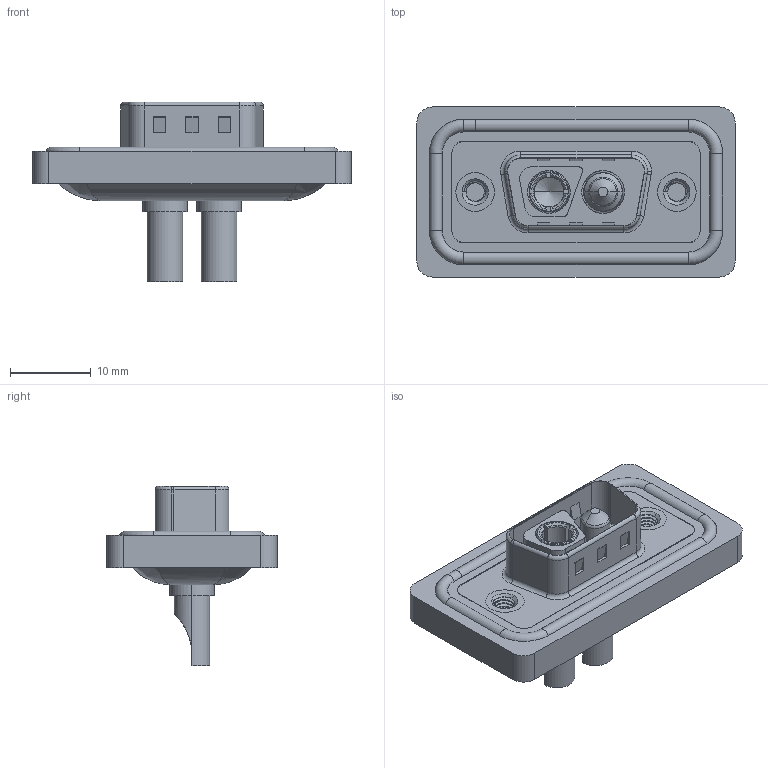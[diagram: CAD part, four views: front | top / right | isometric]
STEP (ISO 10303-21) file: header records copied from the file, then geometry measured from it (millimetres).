
FILE_DESCRIPTION (( 'STEP AP203' ), '1' );
FILE_NAME ('627W2WK2622-3NA.STEP', '2024-03-19T17:12:06', ( '' ), ( '' ), 'SwSTEP 2.0', 'SolidWorks 2023', '' );
FILE_SCHEMA (( 'CONFIG_CONTROL_DESIGN' ));
Length unit declared in the file: millimetre
Products named in the file (8): 627Combo Threaded Rivet_A; Power Socket_30A SC; 627Combo Housing_2WK2; 627Combo Waterproof Housing_09 Contacts; 627Combo Shell Front_09 Contacts; 627W2WK2622-3NA; 627Combo Shell Rear_09 Contacts; Power Pin_30A SC
Assembly tree (8 placements, depth 2):
  627W2WK2622-3NA
    627Combo Housing_2WK2
    627Combo Waterproof Housing_09 Contacts
    627Combo Shell Rear_09 Contacts
    627Combo Shell Front_09 Contacts
    627Combo Threaded Rivet_A  x2
    Power Socket_30A SC
    Power Pin_30A SC
Bounding box: 39.5 x 21.1 x 22.3 mm (x, y, z)
Volume: 4603.8 mm3; surface area: 7555 mm2
Topology: 11 solids, 11 shells, 544 faces, 1354 edges, 846 vertices
Faces by surface type: cylinder 235, plane 195, torus 70, cone 32, bspline 12
Entity records: 18389 total; most frequent: CARTESIAN_POINT 5189, DIRECTION 2689, ORIENTED_EDGE 2524, EDGE_CURVE 1262, AXIS2_PLACEMENT_3D 1028, VERTEX_POINT 796, VECTOR 633, LINE 633
